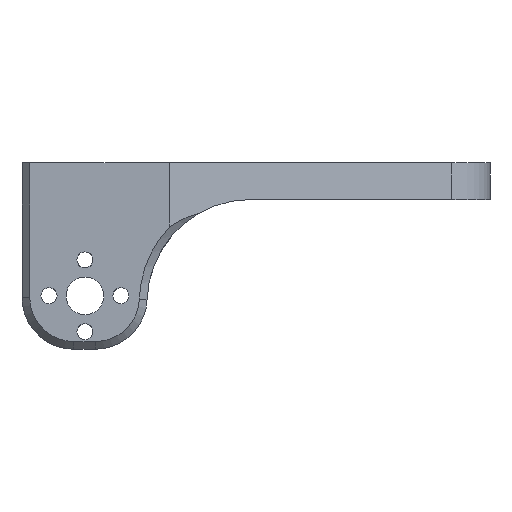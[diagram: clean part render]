
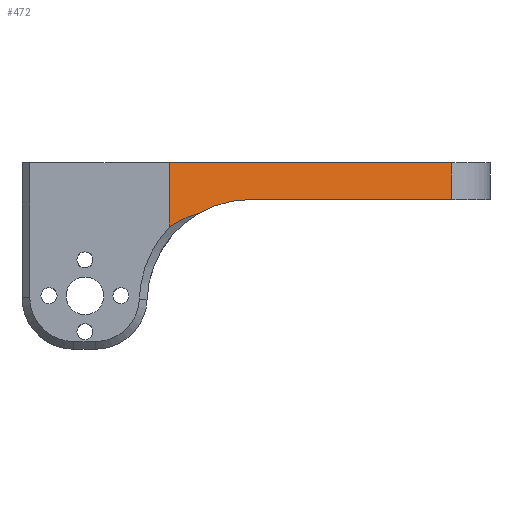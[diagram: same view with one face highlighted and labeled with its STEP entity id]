
A CAD part, left-side view. The second image highlights one B-rep face of the part: STEP entity #472.
In plain terms, the highlighted planar face has unit normal (-0.967, -0.257, 0).
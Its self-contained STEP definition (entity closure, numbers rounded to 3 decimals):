
#68 = ORIENTED_EDGE ( 'NONE', *, *, #2580, .F. ) ;
#120 = CARTESIAN_POINT ( 'NONE',  ( 0.457, 11.495, 31.099 ) ) ;
#149 = VECTOR ( 'NONE', #1801, 1000. ) ;
#179 = CARTESIAN_POINT ( 'NONE',  ( 14.5, -41.416, 35.241 ) ) ;
#241 = VERTEX_POINT ( 'NONE', #1529 ) ;
#340 = EDGE_CURVE ( 'NONE', #1476, #579, #1181, .T. ) ;
#365 = CARTESIAN_POINT ( 'NONE',  ( 1.5, 7.566, 32.532 ) ) ;
#405 = VECTOR ( 'NONE', #1204, 1000. ) ;
#462 = CARTESIAN_POINT ( 'NONE',  ( 1.5, 7.566, 32.532 ) ) ;
#472 = ADVANCED_FACE ( 'NONE', ( #839 ), #2092, .F. ) ;
#579 = VERTEX_POINT ( 'NONE', #1309 ) ;
#587 = LINE ( 'NONE', #793, #1449 ) ;
#654 = EDGE_LOOP ( 'NONE', ( #68, #665, #1442, #1878, #1193, #1724 ) ) ;
#665 = ORIENTED_EDGE ( 'NONE', *, *, #1723, .T. ) ;
#698 = VERTEX_POINT ( 'NONE', #1344 ) ;
#706 = LINE ( 'NONE', #2323, #1057 ) ;
#757 = VERTEX_POINT ( 'NONE', #179 ) ;
#793 = CARTESIAN_POINT ( 'NONE',  ( 0., 13.218, 32.365 ) ) ;
#805 =( BOUNDED_CURVE ( )  B_SPLINE_CURVE ( 3, ( #462, #2073, #1886, #2353 ),
 .UNSPECIFIED., .F., .T. ) 
 B_SPLINE_CURVE_WITH_KNOTS ( ( 4, 4 ),
 ( 1.044, 1.571 ),
 .UNSPECIFIED. ) 
 CURVE ( )  GEOMETRIC_REPRESENTATION_ITEM ( )  RATIONAL_B_SPLINE_CURVE ( ( 1., 0.977, 0.977, 1. ) ) 
 REPRESENTATION_ITEM ( '' )  );
#830 = DIRECTION ( 'NONE',  ( -0.257, 0.967, 0. ) ) ;
#839 = FACE_OUTER_BOUND ( 'NONE', #654, .T. ) ;
#861 = AXIS2_PLACEMENT_3D ( 'NONE', #1623, #2430, #830 ) ;
#918 = CARTESIAN_POINT ( 'NONE',  ( 0.962, 9.594, 31.976 ) ) ;
#1057 = VECTOR ( 'NONE', #1685, 1000. ) ;
#1078 =( BOUNDED_CURVE ( )  B_SPLINE_CURVE ( 3, ( #1123, #120, #918, #1135 ),
 .UNSPECIFIED., .F., .T. ) 
 B_SPLINE_CURVE_WITH_KNOTS ( ( 4, 4 ),
 ( 0.956, 1.294 ),
 .UNSPECIFIED. ) 
 CURVE ( )  GEOMETRIC_REPRESENTATION_ITEM ( )  RATIONAL_B_SPLINE_CURVE ( ( 1., 0.991, 0.991, 1. ) ) 
 REPRESENTATION_ITEM ( '' )  );
#1123 = CARTESIAN_POINT ( 'NONE',  ( 0., 13.218, 29.927 ) ) ;
#1135 = CARTESIAN_POINT ( 'NONE',  ( 1.5, 7.566, 32.532 ) ) ;
#1181 = LINE ( 'NONE', #1384, #149 ) ;
#1193 = ORIENTED_EDGE ( 'NONE', *, *, #1990, .T. ) ;
#1204 = DIRECTION ( 'NONE',  ( -0.257, 0.967, 0. ) ) ;
#1309 = CARTESIAN_POINT ( 'NONE',  ( 0., 13.218, 42.365 ) ) ;
#1344 = CARTESIAN_POINT ( 'NONE',  ( 0., 13.218, 29.927 ) ) ;
#1384 = CARTESIAN_POINT ( 'NONE',  ( 0., 13.218, 42.365 ) ) ;
#1391 = CARTESIAN_POINT ( 'NONE',  ( 14.5, -41.416, 42.365 ) ) ;
#1442 = ORIENTED_EDGE ( 'NONE', *, *, #1641, .T. ) ;
#1449 = VECTOR ( 'NONE', #2210, 1000. ) ;
#1476 = VERTEX_POINT ( 'NONE', #1391 ) ;
#1509 = EDGE_CURVE ( 'NONE', #757, #241, #2375, .T. ) ;
#1529 = CARTESIAN_POINT ( 'NONE',  ( 4.168, -2.485, 35.241 ) ) ;
#1582 = CARTESIAN_POINT ( 'NONE',  ( -0.721, 15.935, 35.241 ) ) ;
#1623 = CARTESIAN_POINT ( 'NONE',  ( 0., 13.218, 32.365 ) ) ;
#1641 = EDGE_CURVE ( 'NONE', #1832, #241, #805, .T. ) ;
#1685 = DIRECTION ( 'NONE',  ( 0., 0., 1. ) ) ;
#1723 = EDGE_CURVE ( 'NONE', #698, #1832, #1078, .T. ) ;
#1724 = ORIENTED_EDGE ( 'NONE', *, *, #340, .T. ) ;
#1801 = DIRECTION ( 'NONE',  ( -0.257, 0.967, 0. ) ) ;
#1832 = VERTEX_POINT ( 'NONE', #365 ) ;
#1878 = ORIENTED_EDGE ( 'NONE', *, *, #1509, .F. ) ;
#1886 = CARTESIAN_POINT ( 'NONE',  ( 3.225, 1.067, 35.241 ) ) ;
#1990 = EDGE_CURVE ( 'NONE', #757, #1476, #706, .T. ) ;
#2073 = CARTESIAN_POINT ( 'NONE',  ( 2.315, 4.496, 34.316 ) ) ;
#2092 = PLANE ( 'NONE',  #861 ) ;
#2210 = DIRECTION ( 'NONE',  ( 0., 0., 1. ) ) ;
#2323 = CARTESIAN_POINT ( 'NONE',  ( 14.5, -41.416, 42.365 ) ) ;
#2353 = CARTESIAN_POINT ( 'NONE',  ( 4.168, -2.485, 35.241 ) ) ;
#2375 = LINE ( 'NONE', #1582, #405 ) ;
#2430 = DIRECTION ( 'NONE',  ( 0.967, 0.257, 0. ) ) ;
#2580 = EDGE_CURVE ( 'NONE', #698, #579, #587, .T. ) ;
